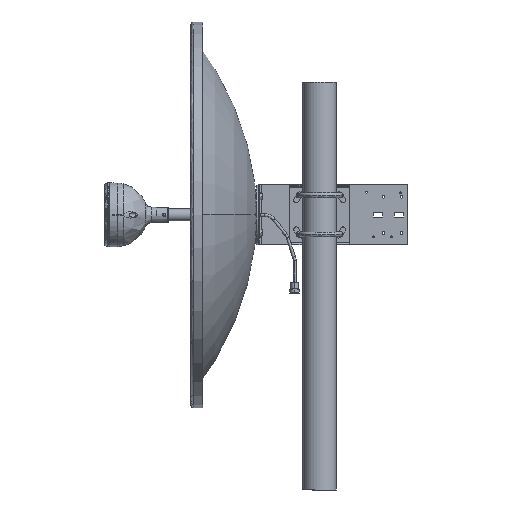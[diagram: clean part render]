
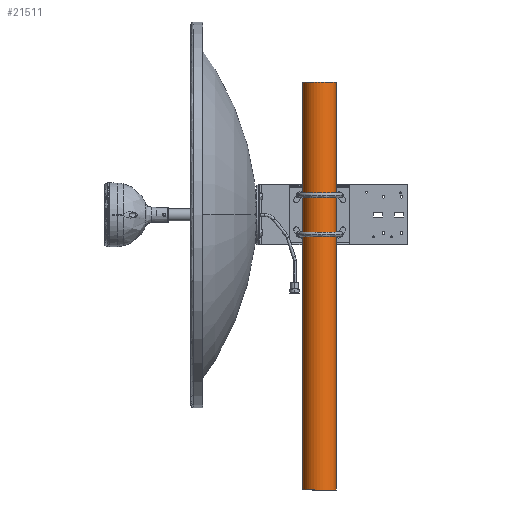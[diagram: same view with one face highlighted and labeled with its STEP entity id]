
A CAD part, front view. The second image highlights one B-rep face of the part: STEP entity #21511.
In plain terms, the highlighted cylindrical face has radius 28 mm (diameter 56 mm), a partial arc.
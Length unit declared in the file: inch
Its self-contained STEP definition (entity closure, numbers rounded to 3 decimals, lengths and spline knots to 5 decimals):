
#364 = CARTESIAN_POINT ( 'NONE',  ( 8.40903, 1.01964, 8.66334 ) ) ;
#399 = CARTESIAN_POINT ( 'NONE',  ( 8.40903, 1.01964, 8.66334 ) ) ;
#4472 = FACE_OUTER_BOUND ( 'NONE', #29938, .T. ) ;
#5300 = DIRECTION ( 'NONE',  ( 0., 0., -1. ) ) ;
#5916 = EDGE_CURVE ( 'NONE', #20016, #20499, #36938, .T. ) ;
#7406 = ORIENTED_EDGE ( 'NONE', *, *, #17640, .F. ) ;
#8132 = DIRECTION ( 'NONE',  ( 1., 0., 0. ) ) ;
#8778 = CARTESIAN_POINT ( 'NONE',  ( 9.51139, 1.01964, 8.66334 ) ) ;
#9001 = DIRECTION ( 'NONE',  ( -1., 0., 0. ) ) ;
#9150 = DIRECTION ( 'NONE',  ( -1., 0., 0. ) ) ;
#12273 = DIRECTION ( 'NONE',  ( 0., 0., -1. ) ) ;
#12638 = AXIS2_PLACEMENT_3D ( 'NONE', #399, #35930, #9001 ) ;
#13707 = LINE ( 'NONE', #32076, #23860 ) ;
#15624 = VECTOR ( 'NONE', #29686, 39.37008 ) ;
#16539 = CARTESIAN_POINT ( 'NONE',  ( 9.51139, 1.01964, 8.66334 ) ) ;
#17640 = EDGE_CURVE ( 'NONE', #20016, #20022, #35911, .T. ) ;
#20016 = VERTEX_POINT ( 'NONE', #16539 ) ;
#20022 = VERTEX_POINT ( 'NONE', #22600 ) ;
#20285 = CARTESIAN_POINT ( 'NONE',  ( 8.40903, 1.01964, -17.97052 ) ) ;
#20499 = VERTEX_POINT ( 'NONE', #22846 ) ;
#21511 = ADVANCED_FACE ( 'NONE', ( #4472 ), #37489, .T. ) ;
#22176 = EDGE_CURVE ( 'NONE', #20499, #37340, #13707, .T. ) ;
#22600 = CARTESIAN_POINT ( 'NONE',  ( 9.51139, 1.01964, -17.97052 ) ) ;
#22846 = CARTESIAN_POINT ( 'NONE',  ( 7.30667, 1.01964, 8.66334 ) ) ;
#23860 = VECTOR ( 'NONE', #5300, 39.37008 ) ;
#24976 = ORIENTED_EDGE ( 'NONE', *, *, #27932, .T. ) ;
#27932 = EDGE_CURVE ( 'NONE', #37340, #20022, #29048, .T. ) ;
#29048 = CIRCLE ( 'NONE', #36516, 1.10236 ) ;
#29686 = DIRECTION ( 'NONE',  ( 0., 0., -1. ) ) ;
#29938 = EDGE_LOOP ( 'NONE', ( #7406, #30714, #37508, #24976 ) ) ;
#30714 = ORIENTED_EDGE ( 'NONE', *, *, #5916, .T. ) ;
#32076 = CARTESIAN_POINT ( 'NONE',  ( 7.30667, 1.01964, 8.66334 ) ) ;
#32406 = AXIS2_PLACEMENT_3D ( 'NONE', #364, #12273, #9150 ) ;
#34687 = DIRECTION ( 'NONE',  ( 0., 0., 1. ) ) ;
#35911 = LINE ( 'NONE', #8778, #15624 ) ;
#35930 = DIRECTION ( 'NONE',  ( 0., 0., -1. ) ) ;
#36516 = AXIS2_PLACEMENT_3D ( 'NONE', #20285, #34687, #8132 ) ;
#36569 = CARTESIAN_POINT ( 'NONE',  ( 7.30667, 1.01964, -17.97052 ) ) ;
#36938 = CIRCLE ( 'NONE', #12638, 1.10236 ) ;
#37340 = VERTEX_POINT ( 'NONE', #36569 ) ;
#37489 = CYLINDRICAL_SURFACE ( 'NONE', #32406, 1.10236 ) ;
#37508 = ORIENTED_EDGE ( 'NONE', *, *, #22176, .T. ) ;
